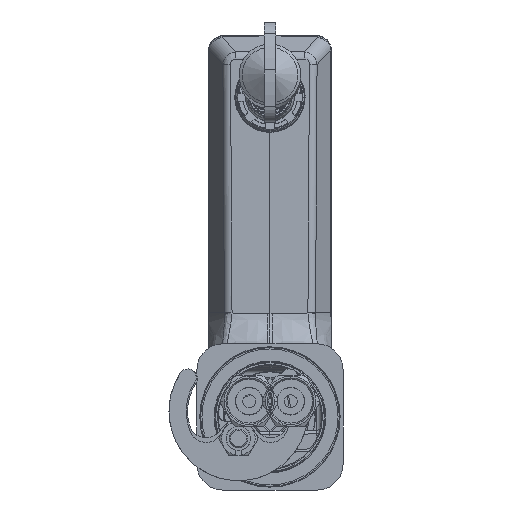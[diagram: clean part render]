
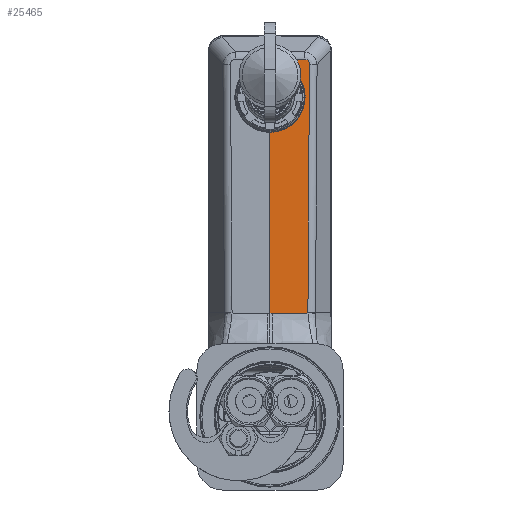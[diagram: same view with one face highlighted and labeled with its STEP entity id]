
A CAD part, front view. The second image highlights one B-rep face of the part: STEP entity #25465.
In plain terms, the highlighted face is planar.
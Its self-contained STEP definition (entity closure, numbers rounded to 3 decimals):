
#8503=CARTESIAN_POINT('',(99.421,78.063,0.));
#8504=CARTESIAN_POINT('',(99.42,78.066,-0.614));
#8505=CARTESIAN_POINT('',(99.511,78.073,-1.827));
#8506=CARTESIAN_POINT('',(99.919,78.088,-3.619));
#8507=CARTESIAN_POINT('',(100.589,78.106,-5.327));
#8508=CARTESIAN_POINT('',(101.508,78.126,-6.918));
#8509=CARTESIAN_POINT('',(102.654,78.149,-8.355));
#8510=CARTESIAN_POINT('',(104.003,78.173,-9.606));
#8511=CARTESIAN_POINT('',(105.524,78.198,-10.643));
#8512=CARTESIAN_POINT('',(107.185,78.224,-11.442));
#8513=CARTESIAN_POINT('',(108.947,78.25,-11.986));
#8514=CARTESIAN_POINT('',(110.772,78.275,-12.261));
#8515=CARTESIAN_POINT('',(112.618,78.299,-12.262));
#8516=CARTESIAN_POINT('',(114.443,78.322,-11.987));
#8517=CARTESIAN_POINT('',(116.207,78.342,-11.444));
#8518=CARTESIAN_POINT('',(117.869,78.359,-10.645));
#8519=CARTESIAN_POINT('',(119.392,78.374,-9.608));
#8520=CARTESIAN_POINT('',(120.743,78.385,-8.357));
#8521=CARTESIAN_POINT('',(121.892,78.392,-6.919));
#8522=CARTESIAN_POINT('',(122.812,78.396,-5.328));
#8523=CARTESIAN_POINT('',(123.484,78.396,-3.619));
#8524=CARTESIAN_POINT('',(123.894,78.392,-1.827));
#8525=CARTESIAN_POINT('',(123.986,78.387,
-0.614));
#8526=CARTESIAN_POINT('',(123.986,78.383,0.));
#8531=DIRECTION('',(0.003,-0.005,1.));
#8532=VECTOR('',#8531,12.036);
#8533=CARTESIAN_POINT('',(124.861,78.458,-12.035));
#8534=LINE('',#8533,#8532);
#8538=CARTESIAN_POINT('',(123.064,78.443,-13.775));
#8539=CARTESIAN_POINT('',(123.223,78.446,-13.776));
#8540=CARTESIAN_POINT('',(123.521,78.449,-13.743));
#8541=CARTESIAN_POINT('',(123.898,78.454,-13.617));
#8542=CARTESIAN_POINT('',(124.235,78.457,-13.412));
#8543=CARTESIAN_POINT('',(124.506,78.459,-13.141));
#8544=CARTESIAN_POINT('',(124.704,78.46,-12.819));
#8545=CARTESIAN_POINT('',(124.828,78.46,-12.457));
#8546=CARTESIAN_POINT('',(124.86,78.459,-12.181));
#8547=CARTESIAN_POINT('',(124.861,78.458,-12.035));
#8552=DIRECTION('',(1.,0.013,-0.006));
#8553=VECTOR('',#8552,86.565);
#8554=CARTESIAN_POINT('',(36.509,77.31,-13.247));
#8555=LINE('',#8554,#8553);
#8559=CARTESIAN_POINT('',(36.285,77.307,-13.253));
#8560=CARTESIAN_POINT('',(36.31,77.307,-13.252));
#8561=CARTESIAN_POINT('',(36.359,77.309,-13.249));
#8562=CARTESIAN_POINT('',(36.434,77.309,-13.248));
#8563=CARTESIAN_POINT('',(36.484,77.31,-13.247));
#8564=CARTESIAN_POINT('',(36.509,77.31,-13.247));
#8569=CARTESIAN_POINT('',(36.131,77.24,
-0.764));
#8570=CARTESIAN_POINT('',(36.161,77.248,-2.151));
#8571=CARTESIAN_POINT('',(36.212,77.263,-4.926));
#8572=CARTESIAN_POINT('',(36.264,77.286,-9.089));
#8573=CARTESIAN_POINT('',(36.281,77.299,-11.865));
#8574=CARTESIAN_POINT('',(36.285,77.307,-13.253));
#8579=CARTESIAN_POINT('',(36.114,77.236,0.));
#8580=CARTESIAN_POINT('',(36.116,77.236,
-0.085));
#8581=CARTESIAN_POINT('',(36.12,77.237,
-0.255));
#8582=CARTESIAN_POINT('',(36.125,77.239,
-0.509));
#8583=CARTESIAN_POINT('',(36.129,77.24,
-0.679));
#8584=CARTESIAN_POINT('',(36.131,77.24,
-0.764));
#8589=CARTESIAN_POINT('',(123.986,78.383,0.));
#8605=CARTESIAN_POINT('',(99.421,78.063,
0.));
#8610=DIRECTION('',(1.,0.013,0.));
#8611=VECTOR('',#8610,63.312);
#8612=CARTESIAN_POINT('',(36.114,77.236,0.));
#8613=LINE('',#8612,#8611);
#8655=DIRECTION('',(1.,0.013,0.));
#8656=VECTOR('',#8655,0.913);
#8657=CARTESIAN_POINT('',(123.986,78.383,0.));
#8658=LINE('',#8657,#8656);
#8998=CARTESIAN_POINT('',(36.131,77.24,
-0.764));
#9003=CARTESIAN_POINT('',(36.114,77.236,0.));
#9035=CARTESIAN_POINT('',(36.285,77.307,-13.253));
#14400=CARTESIAN_POINT('',(124.899,78.395,
0.));
#14402=VERTEX_POINT('',#14400);
#14424=VERTEX_POINT('',#8538);
#14425=VERTEX_POINT('',#8547);
#14432=CARTESIAN_POINT('',(36.509,77.31,
-13.247));
#14433=VERTEX_POINT('',#14432);
#14439=VERTEX_POINT('',#9035);
#14441=VERTEX_POINT('',#9003);
#14474=VERTEX_POINT('',#8998);
#14704=VERTEX_POINT('',#8589);
#14705=VERTEX_POINT('',#8605);
#25441=CARTESIAN_POINT('',(129.914,78.543,
-15.691));
#25442=DIRECTION('',(-0.013,1.,0.005));
#25443=DIRECTION('',(0.,-0.005,1.));
#25444=AXIS2_PLACEMENT_3D('',#25441,#25442,#25443);
#25445=PLANE('',#25444);
#25446=ORIENTED_EDGE('',*,*,#25419,.T.);
#25448=ORIENTED_EDGE('',*,*,#25447,.T.);
#25450=ORIENTED_EDGE('',*,*,#25449,.F.);
#25452=ORIENTED_EDGE('',*,*,#25451,.F.);
#25454=ORIENTED_EDGE('',*,*,#25453,.F.);
#25456=ORIENTED_EDGE('',*,*,#25455,.F.);
#25458=ORIENTED_EDGE('',*,*,#25457,.F.);
#25460=ORIENTED_EDGE('',*,*,#25459,.F.);
#25462=ORIENTED_EDGE('',*,*,#25461,.T.);
#25463=EDGE_LOOP('',(#25446,#25448,#25450,#25452,#25454,#25456,#25458,#25460,
#25462));
#25464=FACE_OUTER_BOUND('',#25463,.F.);
#25465=ADVANCED_FACE('',(#25464),#25445,.F.);
#8527=B_SPLINE_CURVE_WITH_KNOTS('',3,(#8503,#8504,#8505,#8506,#8507,#8508,#8509,
#8510,#8511,#8512,#8513,#8514,#8515,#8516,#8517,#8518,#8519,#8520,#8521,#8522,
#8523,#8524,#8525,#8526),.UNSPECIFIED.,.F.,.F.,(4,1,1,1,1,1,1,1,1,1,1,1,1,1,1,1,
1,1,1,1,1,4),(0.,0.048,0.095,0.143,
0.19,0.238,0.286,0.333,
0.381,0.429,0.476,0.524,
0.571,0.619,0.667,0.714,
0.762,0.81,0.857,0.905,
0.952,1.),.UNSPECIFIED.);
#8548=B_SPLINE_CURVE_WITH_KNOTS('',3,(#8538,#8539,#8540,#8541,#8542,#8543,#8544,
#8545,#8546,#8547),.UNSPECIFIED.,.F.,.F.,(4,1,1,1,1,1,1,4),(0.,
0.143,0.286,0.429,0.571,
0.714,0.857,1.),.UNSPECIFIED.);
#8565=B_SPLINE_CURVE_WITH_KNOTS('',3,(#8559,#8560,#8561,#8562,#8563,#8564),
.UNSPECIFIED.,.F.,.F.,(4,1,1,4),(0.,0.333,0.667,1.),
.UNSPECIFIED.);
#8575=B_SPLINE_CURVE_WITH_KNOTS('',3,(#8569,#8570,#8571,#8572,#8573,#8574),
.UNSPECIFIED.,.F.,.F.,(4,1,1,4),(0.,0.333,0.667,1.),
.UNSPECIFIED.);
#8585=B_SPLINE_CURVE_WITH_KNOTS('',3,(#8579,#8580,#8581,#8582,#8583,#8584),
.UNSPECIFIED.,.F.,.F.,(4,1,1,4),(0.,0.333,0.667,1.),
.UNSPECIFIED.);
#25419=EDGE_CURVE('',#14705,#14704,#8527,.T.);
#25447=EDGE_CURVE('',#14704,#14402,#8658,.T.);
#25449=EDGE_CURVE('',#14425,#14402,#8534,.T.);
#25451=EDGE_CURVE('',#14424,#14425,#8548,.T.);
#25453=EDGE_CURVE('',#14433,#14424,#8555,.T.);
#25455=EDGE_CURVE('',#14439,#14433,#8565,.T.);
#25457=EDGE_CURVE('',#14474,#14439,#8575,.T.);
#25459=EDGE_CURVE('',#14441,#14474,#8585,.T.);
#25461=EDGE_CURVE('',#14441,#14705,#8613,.T.);
